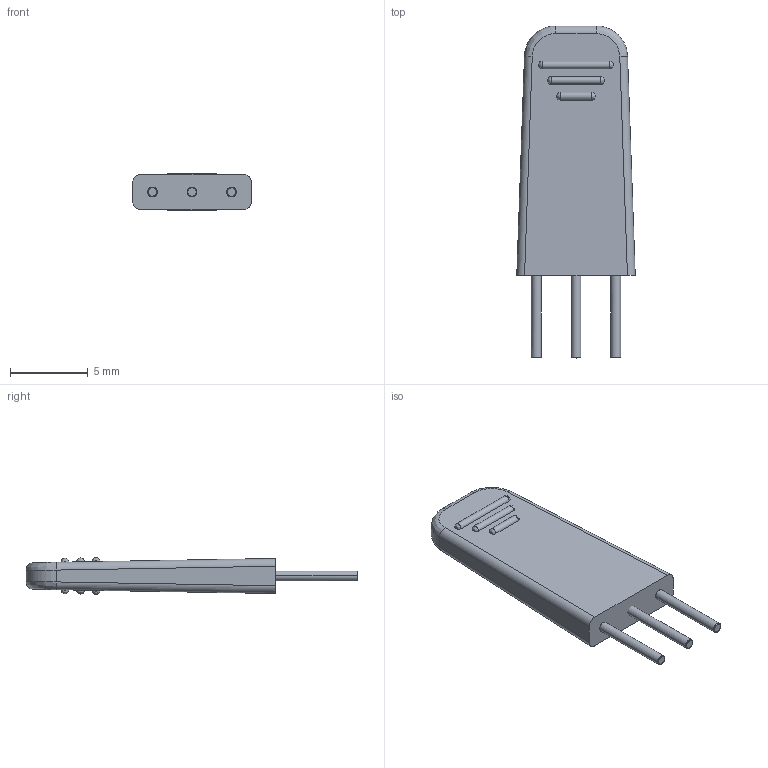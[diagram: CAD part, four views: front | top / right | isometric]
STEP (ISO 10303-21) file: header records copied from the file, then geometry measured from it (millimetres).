
FILE_DESCRIPTION (( 'STEP AP203' ), '1' );
FILE_NAME ('VEX-JUMPER.STEP', '2007-08-25T20:01:17', ( 'Innovation First, Inc.' ), ( 'Innovation First, Inc.' ), 'SwSTEP 2.0', 'SolidWorks 2006052', '' );
FILE_SCHEMA (( 'CONFIG_CONTROL_DESIGN' ));
Length unit declared in the file: inch
Products named in the file (3): JUMPER-PINS; JUMPER-TAB; VEX-JUMPER
Assembly tree (2 placements, depth 2):
  VEX-JUMPER
    JUMPER-PINS
    JUMPER-TAB
Bounding box: 7.6 x 21.3 x 2.35 mm (x, y, z)
Volume: 227.6 mm3; surface area: 400.7 mm2
Topology: 3 solids, 3 shells, 75 faces, 173 edges, 112 vertices
Faces by surface type: cylinder 27, plane 24, bspline 22, torus 2
Entity records: 3102 total; most frequent: CARTESIAN_POINT 1293, ORIENTED_EDGE 346, DIRECTION 285, EDGE_CURVE 173, AXIS2_PLACEMENT_3D 114, VERTEX_POINT 112, EDGE_LOOP 83, ADVANCED_FACE 75
